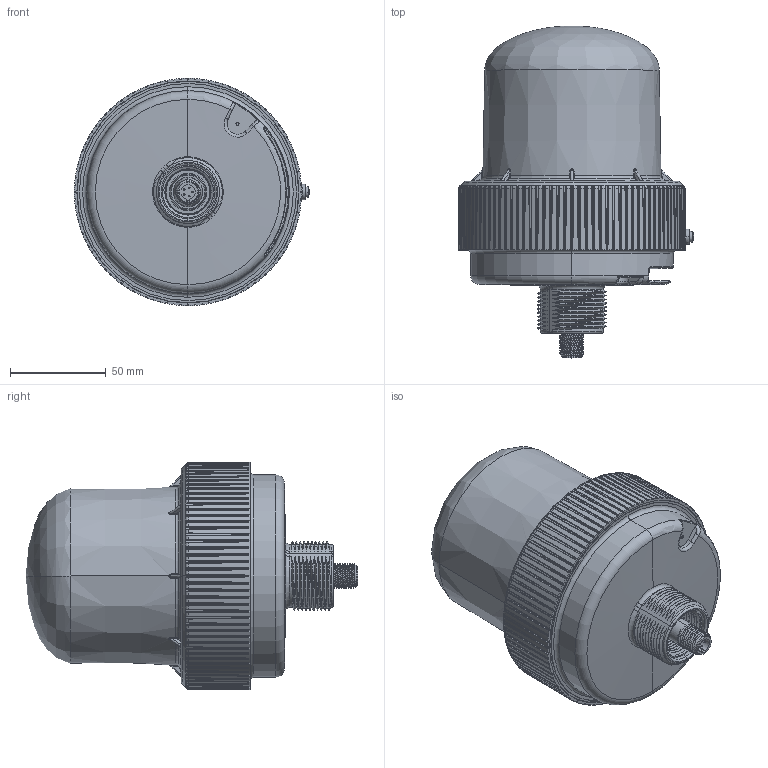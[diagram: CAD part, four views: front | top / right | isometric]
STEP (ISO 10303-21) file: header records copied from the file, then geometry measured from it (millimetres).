
FILE_DESCRIPTION((''),'2;1');
FILE_NAME('225354_ASM','2021-09-20T09:40:59',('PDMAdmin'),('BANNER ENGINEERING'),'CREO PARAMETRIC BY PTC INC, 2019292','CREO PARAMETRIC BY PTC INC, 2019292','');
FILE_SCHEMA(('CONFIG_CONTROL_DESIGN'));
Length unit declared in the file: millimetre
Products named in the file (2): 225354_EP01; 225354_ASM
Assembly tree (1 placements, depth 2):
  225354_ASM
    225354_EP01
Bounding box: 122.72 x 173.08 x 118.5 mm (x, y, z)
Volume: 1027179 mm3; surface area: 96521.9 mm2
Topology: 1 solids, 2 shells, 1311 faces, 3570 edges, 2282 vertices
Faces by surface type: plane 405, cylinder 385, bspline 272, cone 166, torus 57, sphere 22, revolution 4
Entity records: 101857 total; most frequent: CARTESIAN_POINT 72504, ORIENTED_EDGE 7140, DIRECTION 4670, EDGE_CURVE 3570, VERTEX_POINT 2282, AXIS2_PLACEMENT_3D 1748, B_SPLINE_CURVE_WITH_KNOTS 1694, EDGE_LOOP 1334
